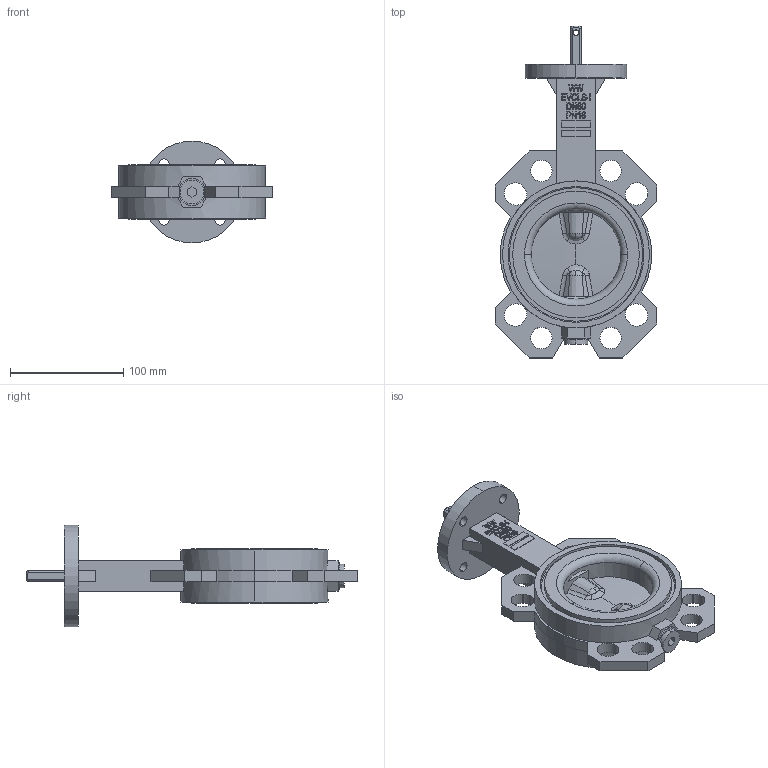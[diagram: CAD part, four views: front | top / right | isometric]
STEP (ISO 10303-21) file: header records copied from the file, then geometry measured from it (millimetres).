
FILE_DESCRIPTION (( 'STEP AP214' ), '1' );
FILE_NAME ('EVCLS-i DN80 PN16 F07-L10.STEP', '2024-04-24T13:56:43', ( '' ), ( '' ), 'SwSTEP 2.0', 'SolidWorks 2015', '' );
FILE_SCHEMA (( 'AUTOMOTIVE_DESIGN' ));
Length unit declared in the file: millimetre
Products named in the file (1): EVCLS-i DN80 PN16 F07-L10
Bounding box: 143 x 293.5 x 90 mm (x, y, z)
Volume: 640006.2 mm3; surface area: 108733.4 mm2
Topology: 1 solids, 1 shells, 451 faces, 1198 edges, 787 vertices
Faces by surface type: plane 240, bspline 97, cylinder 78, torus 24, cone 8, sphere 4
Entity records: 23588 total; most frequent: CARTESIAN_POINT 8624, ORIENTED_EDGE 2396, DIRECTION 1893, EDGE_CURVE 1198, VERTEX_POINT 787, LINE 725, VECTOR 725, AXIS2_PLACEMENT_3D 584
